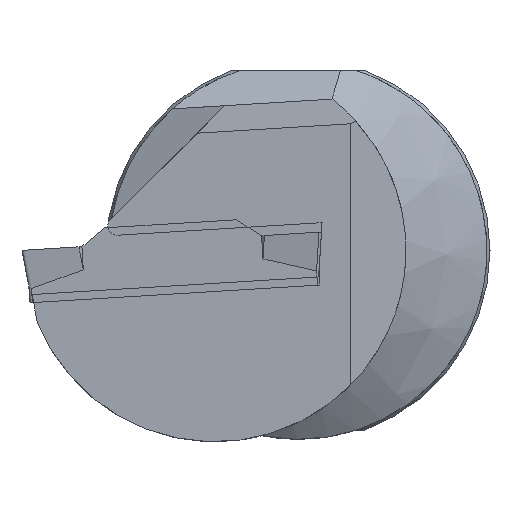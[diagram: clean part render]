
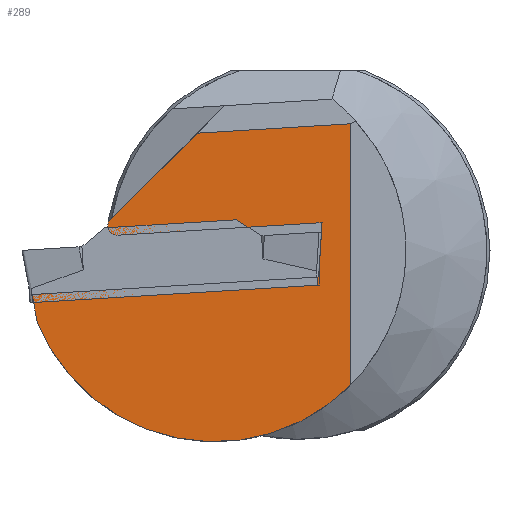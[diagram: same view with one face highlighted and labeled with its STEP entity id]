
A CAD part, left-side view. The second image highlights one B-rep face of the part: STEP entity #289.
In plain terms, the highlighted planar face has unit normal (-1, 0, 0).
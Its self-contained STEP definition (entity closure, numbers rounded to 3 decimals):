
#248=PLANE('',#1234);
#289=ADVANCED_FACE('',(#357),#248,.T.);
#357=FACE_OUTER_BOUND('',#411,.T.);
#411=EDGE_LOOP('',(#701,#702,#703,#704,#705,#706,#707,#708,#709));
#505=LINE('',#1692,#595);
#506=LINE('',#1695,#596);
#507=LINE('',#1697,#597);
#508=LINE('',#1701,#598);
#509=LINE('',#1703,#599);
#510=LINE('',#1705,#600);
#511=LINE('',#1709,#601);
#595=VECTOR('',#1344,1.);
#596=VECTOR('',#1345,1.);
#597=VECTOR('',#1346,1.);
#598=VECTOR('',#1349,1.);
#599=VECTOR('',#1350,1.);
#600=VECTOR('',#1351,1.);
#601=VECTOR('',#1354,1.);
#701=ORIENTED_EDGE('',*,*,#1078,.T.);
#702=ORIENTED_EDGE('',*,*,#1079,.T.);
#703=ORIENTED_EDGE('',*,*,#1080,.F.);
#704=ORIENTED_EDGE('',*,*,#1081,.F.);
#705=ORIENTED_EDGE('',*,*,#1082,.F.);
#706=ORIENTED_EDGE('',*,*,#1083,.F.);
#707=ORIENTED_EDGE('',*,*,#1084,.F.);
#708=ORIENTED_EDGE('',*,*,#1085,.T.);
#709=ORIENTED_EDGE('',*,*,#1086,.T.);
#983=VERTEX_POINT('',#1693);
#984=VERTEX_POINT('',#1694);
#985=VERTEX_POINT('',#1696);
#986=VERTEX_POINT('',#1698);
#987=VERTEX_POINT('',#1700);
#988=VERTEX_POINT('',#1702);
#989=VERTEX_POINT('',#1704);
#990=VERTEX_POINT('',#1706);
#991=VERTEX_POINT('',#1708);
#1078=EDGE_CURVE('',#983,#984,#505,.T.);
#1079=EDGE_CURVE('',#984,#985,#506,.T.);
#1080=EDGE_CURVE('',#986,#985,#507,.T.);
#1081=EDGE_CURVE('',#987,#986,#1206,.T.);
#1082=EDGE_CURVE('',#988,#987,#508,.T.);
#1083=EDGE_CURVE('',#989,#988,#509,.T.);
#1084=EDGE_CURVE('',#990,#989,#510,.T.);
#1085=EDGE_CURVE('',#990,#991,#1207,.T.);
#1086=EDGE_CURVE('',#991,#983,#511,.T.);
#1206=CIRCLE('',#1232,15.95);
#1207=CIRCLE('',#1233,0.8);
#1232=AXIS2_PLACEMENT_3D('',#1699,#1347,#1348);
#1233=AXIS2_PLACEMENT_3D('',#1707,#1352,#1353);
#1234=AXIS2_PLACEMENT_3D('',#1710,#1355,#1356);
#1344=DIRECTION('',(0.,0.061,-0.998));
#1345=DIRECTION('',(0.,0.998,-0.061));
#1346=DIRECTION('',(0.,0.182,0.983));
#1347=DIRECTION('',(1.,0.,0.));
#1348=DIRECTION('',(0.,0.,1.));
#1349=DIRECTION('',(0.,0.,-1.));
#1350=DIRECTION('',(0.,-0.998,0.061));
#1351=DIRECTION('',(0.,-0.707,0.707));
#1352=DIRECTION('',(-1.,0.,0.));
#1353=DIRECTION('',(0.,1.,0.));
#1354=DIRECTION('',(0.,-0.998,0.061));
#1355=DIRECTION('',(-1.,0.,0.));
#1356=DIRECTION('',(0.,0.,1.));
#1692=CARTESIAN_POINT('',(0.4,-1.774,-1.406));
#1693=CARTESIAN_POINT('',(0.4,-2.001,2.306));
#1694=CARTESIAN_POINT('',(0.4,-1.724,-2.22));
#1695=CARTESIAN_POINT('',(0.4,26.665,-3.956));
#1696=CARTESIAN_POINT('',(0.4,22.157,-3.68));
#1697=CARTESIAN_POINT('',(0.4,22.08,-4.092));
#1698=CARTESIAN_POINT('',(0.4,21.725,-6.008));
#1699=CARTESIAN_POINT('',(0.4,6.95,0.));
#1700=CARTESIAN_POINT('',(0.4,-4.4,-11.206));
#1701=CARTESIAN_POINT('',(0.4,-4.4,0.));
#1702=CARTESIAN_POINT('',(0.4,-4.4,10.547));
#1703=CARTESIAN_POINT('',(0.4,0.626,10.24));
#1704=CARTESIAN_POINT('',(0.4,8.403,9.764));
#1705=CARTESIAN_POINT('',(0.4,9.084,9.084));
#1706=CARTESIAN_POINT('',(0.4,15.769,2.398));
#1707=CARTESIAN_POINT('',(0.4,15.042,2.065));
#1708=CARTESIAN_POINT('',(0.4,14.993,1.266));
#1709=CARTESIAN_POINT('',(0.4,3.71,1.956));
#1710=CARTESIAN_POINT('',(0.4,0.,0.));
